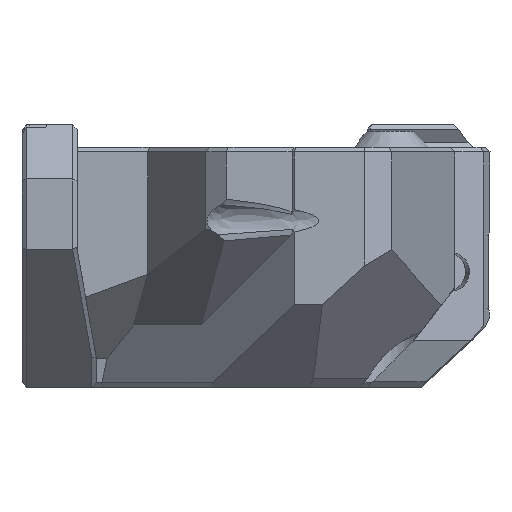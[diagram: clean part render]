
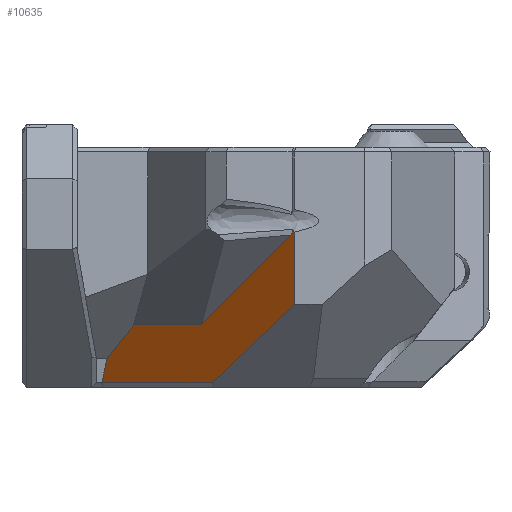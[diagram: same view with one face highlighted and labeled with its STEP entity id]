
A CAD part, left-side view. The second image highlights one B-rep face of the part: STEP entity #10635.
In plain terms, the highlighted planar face has unit normal (-0.707, 0.707, 0).
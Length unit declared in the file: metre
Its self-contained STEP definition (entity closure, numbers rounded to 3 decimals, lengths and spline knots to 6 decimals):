
#84=ELLIPSE('',#11589,0.002081,0.001397);
#645=CIRCLE('',#11590,0.051346);
#2475=ORIENTED_EDGE('',*,*,#4907,.T.);
#2476=ORIENTED_EDGE('',*,*,#4909,.F.);
#2477=ORIENTED_EDGE('',*,*,#4910,.T.);
#2478=ORIENTED_EDGE('',*,*,#4911,.T.);
#2479=ORIENTED_EDGE('',*,*,#4153,.T.);
#2480=ORIENTED_EDGE('',*,*,#4163,.T.);
#2481=ORIENTED_EDGE('',*,*,#4912,.T.);
#2482=ORIENTED_EDGE('',*,*,#4719,.F.);
#2483=ORIENTED_EDGE('',*,*,#4718,.T.);
#2484=ORIENTED_EDGE('',*,*,#4715,.F.);
#4153=EDGE_CURVE('',#5617,#5616,#6602,.T.);
#4163=EDGE_CURVE('',#5616,#5625,#6609,.T.);
#4715=EDGE_CURVE('',#6056,#6057,#6988,.T.);
#4718=EDGE_CURVE('',#6058,#6057,#6991,.T.);
#4719=EDGE_CURVE('',#6058,#6059,#6992,.T.);
#4907=EDGE_CURVE('',#6056,#6162,#7128,.T.);
#4909=EDGE_CURVE('',#6163,#6162,#84,.T.);
#4910=EDGE_CURVE('',#6163,#6164,#645,.T.);
#4911=EDGE_CURVE('',#6164,#5617,#7130,.T.);
#4912=EDGE_CURVE('',#5625,#6059,#7131,.T.);
#5616=VERTEX_POINT('',#15620);
#5617=VERTEX_POINT('',#15622);
#5625=VERTEX_POINT('',#15649);
#6056=VERTEX_POINT('',#16910);
#6057=VERTEX_POINT('',#16912);
#6058=VERTEX_POINT('',#16916);
#6059=VERTEX_POINT('',#16920);
#6162=VERTEX_POINT('',#17536);
#6163=VERTEX_POINT('',#17541);
#6164=VERTEX_POINT('',#17543);
#6602=LINE('',#15621,#7656);
#6609=LINE('',#15650,#7663);
#6988=LINE('',#16911,#8042);
#6991=LINE('',#16917,#8045);
#6992=LINE('',#16919,#8046);
#7128=LINE('',#17537,#8182);
#7130=LINE('',#17544,#8184);
#7131=LINE('',#17545,#8185);
#7656=VECTOR('',#12603,1.);
#7663=VECTOR('',#12612,1.);
#8042=VECTOR('',#13487,1.);
#8045=VECTOR('',#13492,1.);
#8046=VECTOR('',#13495,1.);
#8182=VECTOR('',#13853,1.);
#8184=VECTOR('',#13861,1.);
#8185=VECTOR('',#13862,1.);
#8901=EDGE_LOOP('',(#2475,#2476,#2477,#2478,#2479,#2480,#2481,#2482,#2483,
#2484));
#9592=FACE_BOUND('',#8901,.T.);
#10137=PLANE('',#11588);
#10635=ADVANCED_FACE('',(#9592),#10137,.F.);
#11588=AXIS2_PLACEMENT_3D('',#17539,#13855,#13856);
#11589=AXIS2_PLACEMENT_3D('',#17540,#13857,#13858);
#11590=AXIS2_PLACEMENT_3D('',#17542,#13859,#13860);
#12603=DIRECTION('',(0.707,0.707,0.));
#12612=DIRECTION('',(0.528,0.528,-0.666));
#13487=DIRECTION('',(0.587,0.587,-0.558));
#13492=DIRECTION('',(-0.707,-0.707,0.));
#13495=DIRECTION('',(-0.519,-0.519,0.679));
#13853=DIRECTION('',(0.,0.,1.));
#13855=DIRECTION('',(0.707,-0.707,0.));
#13856=DIRECTION('',(0.,0.,-1.));
#13857=DIRECTION('',(-0.707,0.707,0.));
#13858=DIRECTION('',(0.697,0.697,0.17));
#13859=DIRECTION('',(-0.707,0.707,0.));
#13860=DIRECTION('',(0.691,0.691,0.21));
#13861=DIRECTION('',(0.577,0.577,-0.577));
#13862=DIRECTION('',(0.208,0.208,-0.956));
#15620=CARTESIAN_POINT('',(-0.004864,0.007507,0.0055));
#15621=CARTESIAN_POINT('',(-0.007484,0.004886,0.0055));
#15622=CARTESIAN_POINT('',(-0.010862,0.001508,0.0055));
#15649=CARTESIAN_POINT('',(-0.002512,0.009859,0.002533));
#15650=CARTESIAN_POINT('',(-0.008211,0.00416,0.009724));
#16910=CARTESIAN_POINT('',(-0.019076,-0.006706,0.007315));
#16911=CARTESIAN_POINT('',(-0.012257,0.000114,0.000833));
#16912=CARTESIAN_POINT('',(-0.011801,0.000569,0.0004));
#16916=CARTESIAN_POINT('',(-0.002024,0.010346,0.0004));
#16917=CARTESIAN_POINT('',(-0.007484,0.004886,0.0004));
#16919=CARTESIAN_POINT('',(-0.003351,0.00902,0.002135));
#16920=CARTESIAN_POINT('',(-0.002055,0.010315,0.00044));
#17536=CARTESIAN_POINT('',(-0.019076,-0.006706,0.013699));
#17537=CARTESIAN_POINT('',(-0.019076,-0.006706,-0.0038));
#17539=CARTESIAN_POINT('',(-0.007484,0.004886,0.010875));
#17540=CARTESIAN_POINT('',(-0.020148,-0.007777,0.014514));
#17541=CARTESIAN_POINT('',(-0.018895,-0.006525,0.013956));
#17542=CARTESIAN_POINT('',(-0.054395,-0.042024,0.003186));
#17543=CARTESIAN_POINT('',(-0.018822,-0.006452,0.01346));
#17544=CARTESIAN_POINT('',(-0.010402,0.001968,0.00504));
#17545=CARTESIAN_POINT('',(-0.005595,0.006776,0.016665));
